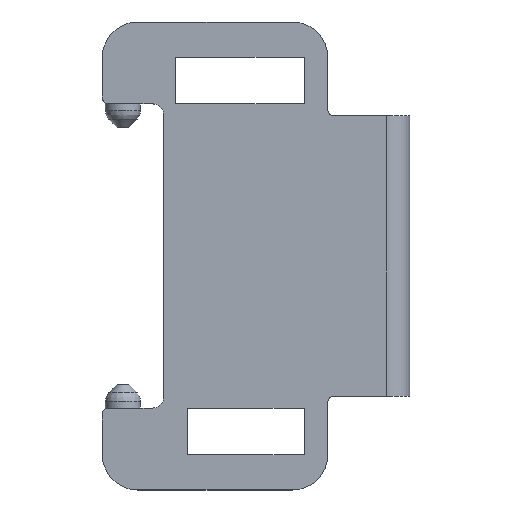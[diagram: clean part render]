
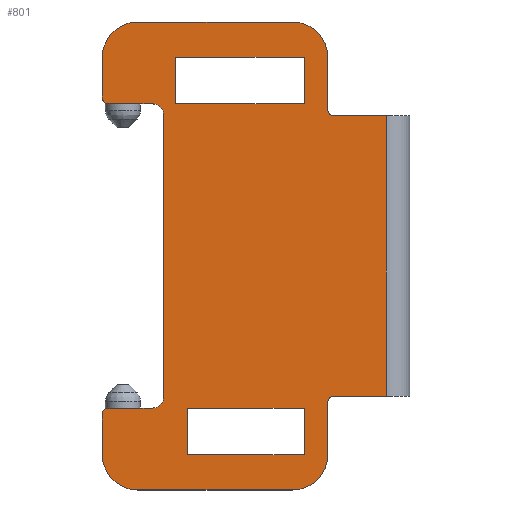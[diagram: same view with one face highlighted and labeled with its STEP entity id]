
A CAD part, top view. The second image highlights one B-rep face of the part: STEP entity #801.
In plain terms, the highlighted planar face has unit normal (0, 0, 1).
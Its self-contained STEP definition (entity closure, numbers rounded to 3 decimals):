
#42=FACE_BOUND('',#95,.T.);
#43=FACE_BOUND('',#96,.T.);
#49=FACE_OUTER_BOUND('',#94,.T.);
#94=EDGE_LOOP('',(#543,#544,#545,#546,#547,#548,#549,#550,#551,#552,#553,
#554,#555,#556,#557,#558,#559,#560,#561,#562,#563,#564));
#95=EDGE_LOOP('',(#565,#566,#567,#568));
#96=EDGE_LOOP('',(#569,#570,#571,#572));
#141=LINE('',#1197,#217);
#144=LINE('',#1207,#220);
#146=LINE('',#1211,#222);
#147=LINE('',#1215,#223);
#148=LINE('',#1219,#224);
#149=LINE('',#1223,#225);
#150=LINE('',#1227,#226);
#151=LINE('',#1231,#227);
#152=LINE('',#1235,#228);
#153=LINE('',#1239,#229);
#154=LINE('',#1243,#230);
#155=LINE('',#1247,#231);
#156=LINE('',#1251,#232);
#157=LINE('',#1253,#233);
#158=LINE('',#1255,#234);
#159=LINE('',#1256,#235);
#160=LINE('',#1259,#236);
#161=LINE('',#1261,#237);
#162=LINE('',#1263,#238);
#163=LINE('',#1264,#239);
#217=VECTOR('',#950,10.);
#220=VECTOR('',#959,10.);
#222=VECTOR('',#963,10.);
#223=VECTOR('',#966,10.);
#224=VECTOR('',#969,10.);
#225=VECTOR('',#972,10.);
#226=VECTOR('',#975,10.);
#227=VECTOR('',#978,10.);
#228=VECTOR('',#981,10.);
#229=VECTOR('',#984,10.);
#230=VECTOR('',#987,10.);
#231=VECTOR('',#990,10.);
#232=VECTOR('',#993,10.);
#233=VECTOR('',#994,10.);
#234=VECTOR('',#995,10.);
#235=VECTOR('',#996,10.);
#236=VECTOR('',#997,10.);
#237=VECTOR('',#998,10.);
#238=VECTOR('',#999,10.);
#239=VECTOR('',#1000,10.);
#296=CIRCLE('',#864,0.5);
#297=CIRCLE('',#865,3.);
#298=CIRCLE('',#866,3.);
#299=CIRCLE('',#867,0.5);
#300=CIRCLE('',#868,1.);
#301=CIRCLE('',#869,1.);
#302=CIRCLE('',#870,0.5);
#303=CIRCLE('',#871,3.);
#304=CIRCLE('',#872,3.);
#305=CIRCLE('',#873,0.5);
#334=VERTEX_POINT('',#1193);
#336=VERTEX_POINT('',#1196);
#340=VERTEX_POINT('',#1205);
#341=VERTEX_POINT('',#1210);
#342=VERTEX_POINT('',#1212);
#343=VERTEX_POINT('',#1214);
#344=VERTEX_POINT('',#1216);
#345=VERTEX_POINT('',#1218);
#346=VERTEX_POINT('',#1220);
#347=VERTEX_POINT('',#1222);
#348=VERTEX_POINT('',#1224);
#349=VERTEX_POINT('',#1226);
#350=VERTEX_POINT('',#1228);
#351=VERTEX_POINT('',#1230);
#352=VERTEX_POINT('',#1232);
#353=VERTEX_POINT('',#1234);
#354=VERTEX_POINT('',#1236);
#355=VERTEX_POINT('',#1238);
#356=VERTEX_POINT('',#1240);
#357=VERTEX_POINT('',#1242);
#358=VERTEX_POINT('',#1244);
#359=VERTEX_POINT('',#1246);
#360=VERTEX_POINT('',#1249);
#361=VERTEX_POINT('',#1250);
#362=VERTEX_POINT('',#1252);
#363=VERTEX_POINT('',#1254);
#364=VERTEX_POINT('',#1257);
#365=VERTEX_POINT('',#1258);
#366=VERTEX_POINT('',#1260);
#367=VERTEX_POINT('',#1262);
#415=EDGE_CURVE('',#336,#334,#141,.T.);
#420=EDGE_CURVE('',#340,#334,#144,.T.);
#422=EDGE_CURVE('',#340,#341,#146,.T.);
#423=EDGE_CURVE('',#342,#341,#296,.T.);
#424=EDGE_CURVE('',#342,#343,#147,.F.);
#425=EDGE_CURVE('',#344,#343,#297,.T.);
#426=EDGE_CURVE('',#344,#345,#148,.F.);
#427=EDGE_CURVE('',#346,#345,#298,.T.);
#428=EDGE_CURVE('',#346,#347,#149,.F.);
#429=EDGE_CURVE('',#348,#347,#299,.T.);
#430=EDGE_CURVE('',#348,#349,#150,.T.);
#431=EDGE_CURVE('',#350,#349,#300,.T.);
#432=EDGE_CURVE('',#350,#351,#151,.T.);
#433=EDGE_CURVE('',#352,#351,#301,.T.);
#434=EDGE_CURVE('',#352,#353,#152,.T.);
#435=EDGE_CURVE('',#354,#353,#302,.T.);
#436=EDGE_CURVE('',#354,#355,#153,.F.);
#437=EDGE_CURVE('',#356,#355,#303,.T.);
#438=EDGE_CURVE('',#356,#357,#154,.F.);
#439=EDGE_CURVE('',#358,#357,#304,.T.);
#440=EDGE_CURVE('',#358,#359,#155,.F.);
#441=EDGE_CURVE('',#336,#359,#305,.T.);
#442=EDGE_CURVE('',#360,#361,#156,.T.);
#443=EDGE_CURVE('',#361,#362,#157,.T.);
#444=EDGE_CURVE('',#362,#363,#158,.T.);
#445=EDGE_CURVE('',#363,#360,#159,.T.);
#446=EDGE_CURVE('',#364,#365,#160,.T.);
#447=EDGE_CURVE('',#365,#366,#161,.T.);
#448=EDGE_CURVE('',#366,#367,#162,.T.);
#449=EDGE_CURVE('',#367,#364,#163,.T.);
#543=ORIENTED_EDGE('',*,*,#420,.F.);
#544=ORIENTED_EDGE('',*,*,#422,.T.);
#545=ORIENTED_EDGE('',*,*,#423,.F.);
#546=ORIENTED_EDGE('',*,*,#424,.T.);
#547=ORIENTED_EDGE('',*,*,#425,.F.);
#548=ORIENTED_EDGE('',*,*,#426,.T.);
#549=ORIENTED_EDGE('',*,*,#427,.F.);
#550=ORIENTED_EDGE('',*,*,#428,.T.);
#551=ORIENTED_EDGE('',*,*,#429,.F.);
#552=ORIENTED_EDGE('',*,*,#430,.T.);
#553=ORIENTED_EDGE('',*,*,#431,.F.);
#554=ORIENTED_EDGE('',*,*,#432,.T.);
#555=ORIENTED_EDGE('',*,*,#433,.F.);
#556=ORIENTED_EDGE('',*,*,#434,.T.);
#557=ORIENTED_EDGE('',*,*,#435,.F.);
#558=ORIENTED_EDGE('',*,*,#436,.T.);
#559=ORIENTED_EDGE('',*,*,#437,.F.);
#560=ORIENTED_EDGE('',*,*,#438,.T.);
#561=ORIENTED_EDGE('',*,*,#439,.F.);
#562=ORIENTED_EDGE('',*,*,#440,.T.);
#563=ORIENTED_EDGE('',*,*,#441,.F.);
#564=ORIENTED_EDGE('',*,*,#415,.T.);
#565=ORIENTED_EDGE('',*,*,#442,.T.);
#566=ORIENTED_EDGE('',*,*,#443,.T.);
#567=ORIENTED_EDGE('',*,*,#444,.T.);
#568=ORIENTED_EDGE('',*,*,#445,.T.);
#569=ORIENTED_EDGE('',*,*,#446,.T.);
#570=ORIENTED_EDGE('',*,*,#447,.T.);
#571=ORIENTED_EDGE('',*,*,#448,.T.);
#572=ORIENTED_EDGE('',*,*,#449,.T.);
#775=PLANE('',#863);
#801=ADVANCED_FACE('',(#49,#42,#43),#775,.T.);
#863=AXIS2_PLACEMENT_3D('',#1209,#961,#962);
#864=AXIS2_PLACEMENT_3D('',#1213,#964,#965);
#865=AXIS2_PLACEMENT_3D('',#1217,#967,#968);
#866=AXIS2_PLACEMENT_3D('',#1221,#970,#971);
#867=AXIS2_PLACEMENT_3D('',#1225,#973,#974);
#868=AXIS2_PLACEMENT_3D('',#1229,#976,#977);
#869=AXIS2_PLACEMENT_3D('',#1233,#979,#980);
#870=AXIS2_PLACEMENT_3D('',#1237,#982,#983);
#871=AXIS2_PLACEMENT_3D('',#1241,#985,#986);
#872=AXIS2_PLACEMENT_3D('',#1245,#988,#989);
#873=AXIS2_PLACEMENT_3D('',#1248,#991,#992);
#950=DIRECTION('',(1.,0.,0.));
#959=DIRECTION('',(0.,-1.,0.));
#961=DIRECTION('center_axis',(0.,0.,1.));
#962=DIRECTION('ref_axis',(1.,0.,0.));
#963=DIRECTION('',(-1.,0.,0.));
#964=DIRECTION('center_axis',(0.,0.,1.));
#965=DIRECTION('ref_axis',(-0.707,-0.707,0.));
#966=DIRECTION('',(0.,-1.,0.));
#967=DIRECTION('center_axis',(0.,0.,-1.));
#968=DIRECTION('ref_axis',(0.707,0.707,0.));
#969=DIRECTION('',(1.,0.,0.));
#970=DIRECTION('center_axis',(0.,0.,-1.));
#971=DIRECTION('ref_axis',(-0.707,0.707,0.));
#972=DIRECTION('',(0.,1.,0.));
#973=DIRECTION('center_axis',(0.,0.,-1.));
#974=DIRECTION('ref_axis',(-0.707,-0.707,0.));
#975=DIRECTION('',(1.,0.,0.));
#976=DIRECTION('center_axis',(0.,0.,1.));
#977=DIRECTION('ref_axis',(0.707,0.707,0.));
#978=DIRECTION('',(0.,-1.,0.));
#979=DIRECTION('center_axis',(0.,0.,1.));
#980=DIRECTION('ref_axis',(0.707,-0.707,0.));
#981=DIRECTION('',(-1.,0.,0.));
#982=DIRECTION('center_axis',(0.,0.,-1.));
#983=DIRECTION('ref_axis',(-0.707,0.707,0.));
#984=DIRECTION('',(0.,1.,0.));
#985=DIRECTION('center_axis',(0.,0.,-1.));
#986=DIRECTION('ref_axis',(-0.707,-0.707,0.));
#987=DIRECTION('',(-1.,0.,0.));
#988=DIRECTION('center_axis',(0.,0.,-1.));
#989=DIRECTION('ref_axis',(0.707,-0.707,0.));
#990=DIRECTION('',(0.,-1.,0.));
#991=DIRECTION('center_axis',(0.,0.,1.));
#992=DIRECTION('ref_axis',(-0.707,0.707,0.));
#993=DIRECTION('',(0.,-1.,0.));
#994=DIRECTION('',(-1.,0.,0.));
#995=DIRECTION('',(0.,1.,0.));
#996=DIRECTION('',(1.,0.,0.));
#997=DIRECTION('',(-1.,0.,0.));
#998=DIRECTION('',(0.,1.,0.));
#999=DIRECTION('',(1.,0.,0.));
#1000=DIRECTION('',(0.,-1.,0.));
#1193=CARTESIAN_POINT('',(19.,3.,4.));
#1196=CARTESIAN_POINT('',(14.5,3.,4.));
#1197=CARTESIAN_POINT('',(15.,3.,4.));
#1205=CARTESIAN_POINT('',(19.,27.,4.));
#1207=CARTESIAN_POINT('',(19.,9.,4.));
#1209=CARTESIAN_POINT('Origin',(7.,15.,4.));
#1210=CARTESIAN_POINT('',(14.5,27.,4.));
#1211=CARTESIAN_POINT('',(15.,27.,4.));
#1212=CARTESIAN_POINT('',(14.,27.5,4.));
#1213=CARTESIAN_POINT('Origin',(14.5,27.5,4.));
#1214=CARTESIAN_POINT('',(14.,32.,4.));
#1215=CARTESIAN_POINT('',(14.,21.,4.));
#1216=CARTESIAN_POINT('',(11.,35.,4.));
#1217=CARTESIAN_POINT('Origin',(11.,32.,4.));
#1218=CARTESIAN_POINT('',(-2.25,35.,4.));
#1219=CARTESIAN_POINT('',(11.,35.,4.));
#1220=CARTESIAN_POINT('',(-5.25,32.,4.));
#1221=CARTESIAN_POINT('Origin',(-2.25,32.,4.));
#1222=CARTESIAN_POINT('',(-5.25,28.5,4.));
#1223=CARTESIAN_POINT('',(-5.25,22.5,4.));
#1224=CARTESIAN_POINT('',(-4.75,28.,4.));
#1225=CARTESIAN_POINT('Origin',(-4.75,28.5,4.));
#1226=CARTESIAN_POINT('',(-1.,28.,4.));
#1227=CARTESIAN_POINT('',(-7.,28.,4.));
#1228=CARTESIAN_POINT('',(0.,27.,4.));
#1229=CARTESIAN_POINT('Origin',(-1.,27.,4.));
#1230=CARTESIAN_POINT('',(0.,3.,4.));
#1231=CARTESIAN_POINT('',(0.,28.,4.));
#1232=CARTESIAN_POINT('',(-1.,2.,4.));
#1233=CARTESIAN_POINT('Origin',(-1.,3.,4.));
#1234=CARTESIAN_POINT('',(-4.75,2.,4.));
#1235=CARTESIAN_POINT('',(-7.,2.,4.));
#1236=CARTESIAN_POINT('',(-5.25,1.5,4.));
#1237=CARTESIAN_POINT('Origin',(-4.75,1.5,4.));
#1238=CARTESIAN_POINT('',(-5.25,-2.,4.));
#1239=CARTESIAN_POINT('',(-5.25,8.5,4.));
#1240=CARTESIAN_POINT('',(-2.25,-5.,4.));
#1241=CARTESIAN_POINT('Origin',(-2.25,-2.,4.));
#1242=CARTESIAN_POINT('',(11.,-5.,4.));
#1243=CARTESIAN_POINT('',(0.,-5.,4.));
#1244=CARTESIAN_POINT('',(14.,-2.,4.));
#1245=CARTESIAN_POINT('Origin',(11.,-2.,4.));
#1246=CARTESIAN_POINT('',(14.,2.5,4.));
#1247=CARTESIAN_POINT('',(14.,21.,4.));
#1248=CARTESIAN_POINT('Origin',(14.5,2.5,4.));
#1249=CARTESIAN_POINT('',(12.,2.,4.));
#1250=CARTESIAN_POINT('',(12.,-2.,4.));
#1251=CARTESIAN_POINT('',(12.,8.5,4.));
#1252=CARTESIAN_POINT('',(2.,-2.,4.));
#1253=CARTESIAN_POINT('',(9.5,-2.,4.));
#1254=CARTESIAN_POINT('',(2.,2.,4.));
#1255=CARTESIAN_POINT('',(2.,6.5,4.));
#1256=CARTESIAN_POINT('',(4.5,2.,4.));
#1257=CARTESIAN_POINT('',(12.,28.,4.));
#1258=CARTESIAN_POINT('',(1.,28.,4.));
#1259=CARTESIAN_POINT('',(9.5,28.,4.));
#1260=CARTESIAN_POINT('',(1.,32.,4.));
#1261=CARTESIAN_POINT('',(1.,21.5,4.));
#1262=CARTESIAN_POINT('',(12.,32.,4.));
#1263=CARTESIAN_POINT('',(4.,32.,4.));
#1264=CARTESIAN_POINT('',(12.,23.5,4.));
